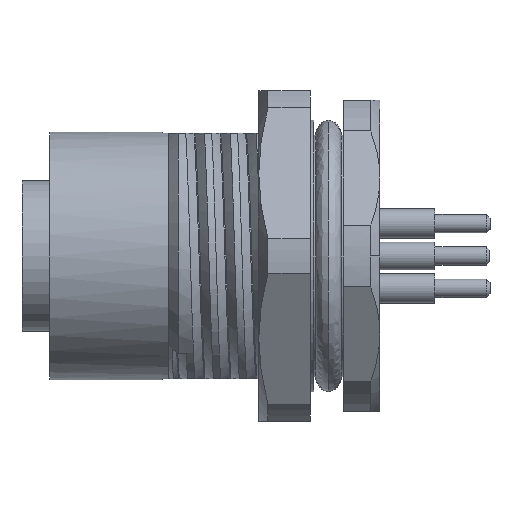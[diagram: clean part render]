
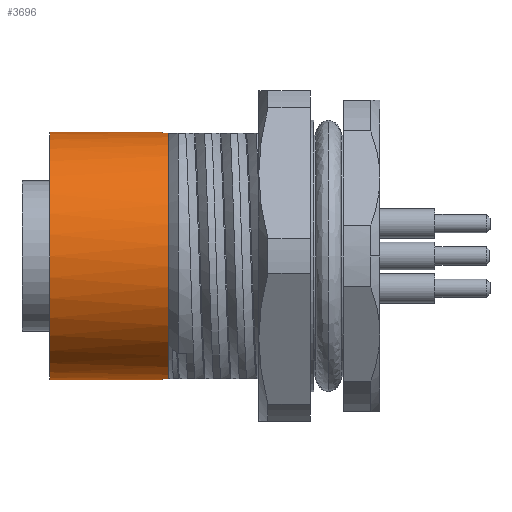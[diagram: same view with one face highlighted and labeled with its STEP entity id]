
A CAD part, left-side view. The second image highlights one B-rep face of the part: STEP entity #3696.
In plain terms, the highlighted cylindrical face has radius 6.75 mm (diameter 13.5 mm), a partial arc.
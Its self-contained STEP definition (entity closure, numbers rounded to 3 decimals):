
#416 = ORIENTED_EDGE ( 'NONE', *, *, #2008, .T. ) ;
#557 = ORIENTED_EDGE ( 'NONE', *, *, #1117, .T. ) ;
#633 = CYLINDRICAL_SURFACE ( 'NONE', #3237, 6.75 ) ;
#920 = ORIENTED_EDGE ( 'NONE', *, *, #1212, .T. ) ;
#1034 = CIRCLE ( 'NONE', #4244, 6.75 ) ;
#1104 = CIRCLE ( 'NONE', #6886, 6.75 ) ;
#1117 = EDGE_CURVE ( 'NONE', #5393, #5414, #7593, .T. ) ;
#1212 = EDGE_CURVE ( 'NONE', #5227, #5393, #1104, .T. ) ;
#1273 = DIRECTION ( 'NONE',  ( 0., 0., -1. ) ) ;
#2008 = EDGE_CURVE ( 'NONE', #4556, #8525, #3863, .T. ) ;
#2447 = DIRECTION ( 'NONE',  ( 0., -1., 0. ) ) ;
#2457 = CARTESIAN_POINT ( 'NONE',  ( 0., 18., 0. ) ) ;
#2494 = DIRECTION ( 'NONE',  ( 0., 0., -1. ) ) ;
#2680 = CARTESIAN_POINT ( 'NONE',  ( -0.82, 18., -6.7 ) ) ;
#2884 = AXIS2_PLACEMENT_3D ( 'NONE', #5857, #3418, #1273 ) ;
#2913 = CARTESIAN_POINT ( 'NONE',  ( 0., 18., 0. ) ) ;
#2917 = DIRECTION ( 'NONE',  ( 0., -1., 0. ) ) ;
#2931 = DIRECTION ( 'NONE',  ( 0., 0., -1. ) ) ;
#3018 = VECTOR ( 'NONE', #5049, 1000. ) ;
#3157 = LINE ( 'NONE', #4537, #3179 ) ;
#3173 = DIRECTION ( 'NONE',  ( 0., -1., 0. ) ) ;
#3179 = VECTOR ( 'NONE', #4916, 1000. ) ;
#3237 = AXIS2_PLACEMENT_3D ( 'NONE', #2457, #2447, #2494 ) ;
#3382 = ORIENTED_EDGE ( 'NONE', *, *, #9337, .F. ) ;
#3418 = DIRECTION ( 'NONE',  ( 0., 1., 0. ) ) ;
#3696 = ADVANCED_FACE ( 'NONE', ( #8573 ), #633, .T. ) ;
#3848 = ORIENTED_EDGE ( 'NONE', *, *, #8616, .T. ) ;
#3863 = CIRCLE ( 'NONE', #6990, 6.75 ) ;
#4244 = AXIS2_PLACEMENT_3D ( 'NONE', #6337, #6334, #6320 ) ;
#4431 = EDGE_CURVE ( 'NONE', #5414, #9188, #1034, .T. ) ;
#4490 = CARTESIAN_POINT ( 'NONE',  ( 0., 18., -6.75 ) ) ;
#4537 = CARTESIAN_POINT ( 'NONE',  ( -0.82, 18., 6.7 ) ) ;
#4556 = VERTEX_POINT ( 'NONE', #5627 ) ;
#4916 = DIRECTION ( 'NONE',  ( 0., 1., 0. ) ) ;
#5049 = DIRECTION ( 'NONE',  ( 0., -1., 0. ) ) ;
#5189 = ORIENTED_EDGE ( 'NONE', *, *, #5743, .T. ) ;
#5227 = VERTEX_POINT ( 'NONE', #7131 ) ;
#5278 = DIRECTION ( 'NONE',  ( 0., 0., -1. ) ) ;
#5343 = DIRECTION ( 'NONE',  ( 0., 1., 0. ) ) ;
#5365 = CARTESIAN_POINT ( 'NONE',  ( 0., 11.5, 0. ) ) ;
#5393 = VERTEX_POINT ( 'NONE', #8382 ) ;
#5414 = VERTEX_POINT ( 'NONE', #8339 ) ;
#5627 = CARTESIAN_POINT ( 'NONE',  ( -0.82, 11.5, -6.7 ) ) ;
#5717 = CARTESIAN_POINT ( 'NONE',  ( -0.82, 11.5, 6.7 ) ) ;
#5743 = EDGE_CURVE ( 'NONE', #8525, #9454, #3157, .T. ) ;
#5857 = CARTESIAN_POINT ( 'NONE',  ( 0., 11.852, 0. ) ) ;
#6124 = CARTESIAN_POINT ( 'NONE',  ( -0.82, 11.852, 6.7 ) ) ;
#6157 = EDGE_CURVE ( 'NONE', #9454, #6543, #8190, .T. ) ;
#6320 = DIRECTION ( 'NONE',  ( 0., 0., -1. ) ) ;
#6334 = DIRECTION ( 'NONE',  ( 0., 1., 0. ) ) ;
#6337 = CARTESIAN_POINT ( 'NONE',  ( 0., 11.852, 0. ) ) ;
#6543 = VERTEX_POINT ( 'NONE', #7536 ) ;
#6886 = AXIS2_PLACEMENT_3D ( 'NONE', #2913, #2917, #2931 ) ;
#6990 = AXIS2_PLACEMENT_3D ( 'NONE', #5365, #5343, #5278 ) ;
#7015 = DIRECTION ( 'NONE',  ( 0., -1., 0. ) ) ;
#7082 = CARTESIAN_POINT ( 'NONE',  ( 0., 18., 6.75 ) ) ;
#7131 = CARTESIAN_POINT ( 'NONE',  ( 0., 18., 6.75 ) ) ;
#7536 = CARTESIAN_POINT ( 'NONE',  ( 0., 11.852, 6.75 ) ) ;
#7593 = LINE ( 'NONE', #4490, #3018 ) ;
#8045 = CARTESIAN_POINT ( 'NONE',  ( -0.82, 11.852, -6.7 ) ) ;
#8190 = CIRCLE ( 'NONE', #2884, 6.75 ) ;
#8339 = CARTESIAN_POINT ( 'NONE',  ( 0., 11.852, -6.75 ) ) ;
#8382 = CARTESIAN_POINT ( 'NONE',  ( 0., 18., -6.75 ) ) ;
#8422 = LINE ( 'NONE', #2680, #8477 ) ;
#8477 = VECTOR ( 'NONE', #3173, 1000. ) ;
#8525 = VERTEX_POINT ( 'NONE', #5717 ) ;
#8573 = FACE_OUTER_BOUND ( 'NONE', #8617, .T. ) ;
#8616 = EDGE_CURVE ( 'NONE', #9188, #4556, #8422, .T. ) ;
#8617 = EDGE_LOOP ( 'NONE', ( #3382, #920, #557, #10337, #3848, #416, #5189, #10352 ) ) ;
#9156 = LINE ( 'NONE', #7082, #9181 ) ;
#9181 = VECTOR ( 'NONE', #7015, 1000. ) ;
#9188 = VERTEX_POINT ( 'NONE', #8045 ) ;
#9337 = EDGE_CURVE ( 'NONE', #5227, #6543, #9156, .T. ) ;
#9454 = VERTEX_POINT ( 'NONE', #6124 ) ;
#10337 = ORIENTED_EDGE ( 'NONE', *, *, #4431, .T. ) ;
#10352 = ORIENTED_EDGE ( 'NONE', *, *, #6157, .T. ) ;
